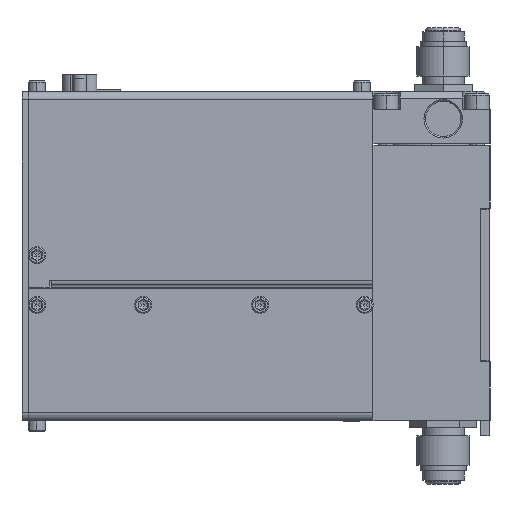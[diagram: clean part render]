
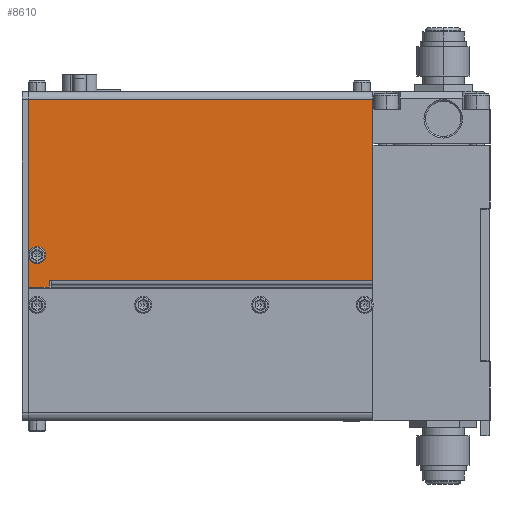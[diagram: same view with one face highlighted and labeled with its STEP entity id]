
A CAD part, left-side view. The second image highlights one B-rep face of the part: STEP entity #8610.
In plain terms, the highlighted face is planar.
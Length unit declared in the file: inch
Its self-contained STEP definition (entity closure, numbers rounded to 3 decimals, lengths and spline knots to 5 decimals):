
#7098=CARTESIAN_POINT('',(0.33,3.59,3.365));
#7099=DIRECTION('',(0.,0.,-1.));
#7100=DIRECTION('',(-1.,0.,0.));
#7101=AXIS2_PLACEMENT_3D('',#7098,#7099,#7100);
#7103=CARTESIAN_POINT('',(0.33,3.59,3.365));
#7104=DIRECTION('',(0.,0.,-1.));
#7105=DIRECTION('',(1.,0.,0.));
#7106=AXIS2_PLACEMENT_3D('',#7103,#7104,#7105);
#7108=DIRECTION('',(0.,-1.,0.));
#7109=VECTOR('',#7108,0.03);
#7110=CARTESIAN_POINT('',(0.06,3.46,3.365));
#7111=LINE('',#7110,#7109);
#7112=DIRECTION('',(-1.,0.,0.));
#7113=VECTOR('',#7112,0.07);
#7114=CARTESIAN_POINT('',(0.06,3.46,3.365));
#7115=LINE('',#7114,#7113);
#7116=DIRECTION('',(1.,0.,0.));
#7117=VECTOR('',#7116,2.);
#7118=CARTESIAN_POINT('',(-0.01,3.68,3.365));
#7119=LINE('',#7118,#7117);
#7120=DIRECTION('',(-1.,0.,0.));
#7121=VECTOR('',#7120,1.93292);
#7122=CARTESIAN_POINT('',(1.99,0.,3.365));
#7123=LINE('',#7122,#7121);
#7124=DIRECTION('',(1.,0.,0.));
#7125=VECTOR('',#7124,0.00292);
#7126=CARTESIAN_POINT('',(0.05708,3.43,3.365));
#7127=LINE('',#7126,#7125);
#7172=DIRECTION('',(0.,1.,0.));
#7173=VECTOR('',#7172,0.22);
#7174=CARTESIAN_POINT('',(-0.01,3.46,3.365));
#7175=LINE('',#7174,#7173);
#7273=DIRECTION('',(0.,1.,0.));
#7274=VECTOR('',#7273,3.43);
#7275=CARTESIAN_POINT('',(0.05708,0.,3.365));
#7276=LINE('',#7275,#7274);
#7578=DIRECTION('',(0.,-1.,0.));
#7579=VECTOR('',#7578,3.68);
#7580=CARTESIAN_POINT('',(1.99,3.68,3.365));
#7581=LINE('',#7580,#7579);
#7975=CARTESIAN_POINT('',(1.99,3.68,3.365));
#7976=CARTESIAN_POINT('',(1.99,0.,3.365));
#7977=VERTEX_POINT('',#7975);
#7978=VERTEX_POINT('',#7976);
#8067=CARTESIAN_POINT('',(0.05708,0.,3.365));
#8069=VERTEX_POINT('',#8067);
#8075=CARTESIAN_POINT('',(0.2675,3.59,3.365));
#8076=CARTESIAN_POINT('',(0.3925,3.59,3.365));
#8077=VERTEX_POINT('',#8075);
#8078=VERTEX_POINT('',#8076);
#8099=CARTESIAN_POINT('',(0.06,3.43,3.365));
#8101=VERTEX_POINT('',#8099);
#8121=CARTESIAN_POINT('',(0.05708,3.43,3.365));
#8122=VERTEX_POINT('',#8121);
#8135=CARTESIAN_POINT('',(-0.01,3.46,3.365));
#8136=CARTESIAN_POINT('',(-0.01,3.68,3.365));
#8137=VERTEX_POINT('',#8135);
#8138=VERTEX_POINT('',#8136);
#8143=CARTESIAN_POINT('',(0.06,3.46,3.365));
#8145=VERTEX_POINT('',#8143);
#8585=CARTESIAN_POINT('',(0.,0.,3.365));
#8586=DIRECTION('',(0.,0.,1.));
#8587=DIRECTION('',(1.,0.,0.));
#8588=AXIS2_PLACEMENT_3D('',#8585,#8586,#8587);
#8589=PLANE('',#8588);
#8591=ORIENTED_EDGE('',*,*,#8590,.F.);
#8593=ORIENTED_EDGE('',*,*,#8592,.T.);
#8595=ORIENTED_EDGE('',*,*,#8594,.T.);
#8597=ORIENTED_EDGE('',*,*,#8596,.T.);
#8599=ORIENTED_EDGE('',*,*,#8598,.T.);
#8600=ORIENTED_EDGE('',*,*,#8344,.T.);
#8602=ORIENTED_EDGE('',*,*,#8601,.T.);
#8603=ORIENTED_EDGE('',*,*,#8404,.T.);
#8604=EDGE_LOOP('',(#8591,#8593,#8595,#8597,#8599,#8600,#8602,#8603));
#8605=FACE_OUTER_BOUND('',#8604,.F.);
#8606=ORIENTED_EDGE('',*,*,#8522,.F.);
#8607=ORIENTED_EDGE('',*,*,#8576,.F.);
#8608=EDGE_LOOP('',(#8606,#8607));
#8609=FACE_BOUND('',#8608,.F.);
#8610=ADVANCED_FACE('',(#8605,#8609),#8589,.T.);
#7102=CIRCLE('',#7101,0.0625);
#7107=CIRCLE('',#7106,0.0625);
#8344=EDGE_CURVE('',#7978,#8069,#7123,.T.);
#8404=EDGE_CURVE('',#8122,#8101,#7127,.T.);
#8522=EDGE_CURVE('',#8077,#8078,#7102,.T.);
#8576=EDGE_CURVE('',#8078,#8077,#7107,.T.);
#8590=EDGE_CURVE('',#8145,#8101,#7111,.T.);
#8592=EDGE_CURVE('',#8145,#8137,#7115,.T.);
#8594=EDGE_CURVE('',#8137,#8138,#7175,.T.);
#8596=EDGE_CURVE('',#8138,#7977,#7119,.T.);
#8598=EDGE_CURVE('',#7977,#7978,#7581,.T.);
#8601=EDGE_CURVE('',#8069,#8122,#7276,.T.);
